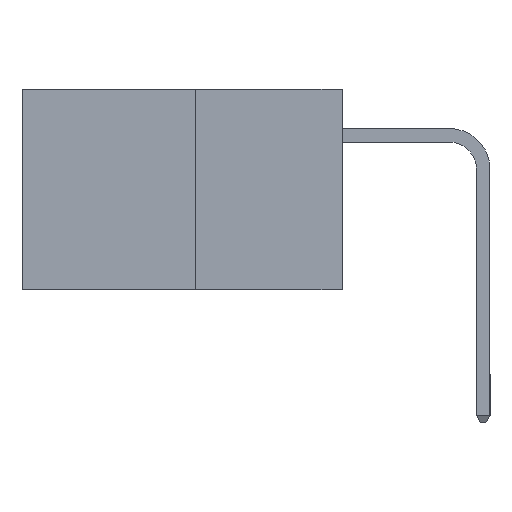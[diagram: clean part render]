
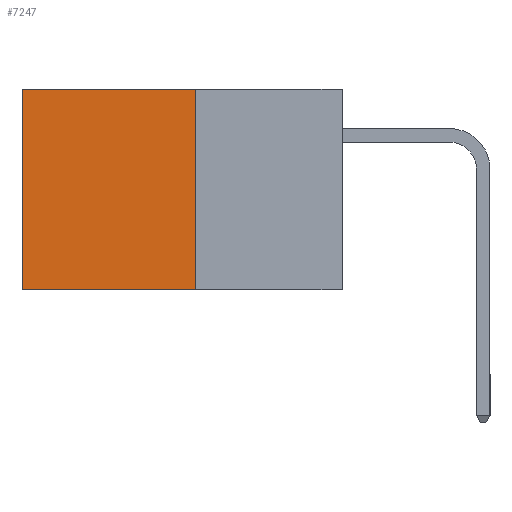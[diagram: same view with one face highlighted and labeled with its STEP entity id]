
A CAD part, left-side view. The second image highlights one B-rep face of the part: STEP entity #7247.
In plain terms, the highlighted planar face has unit normal (-1, 0, 0).
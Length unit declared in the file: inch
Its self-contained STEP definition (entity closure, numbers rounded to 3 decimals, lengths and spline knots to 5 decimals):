
#68 = VERTEX_POINT ( 'NONE', #10527 ) ;
#208 = LINE ( 'NONE', #5993, #4588 ) ;
#414 = ORIENTED_EDGE ( 'NONE', *, *, #932, .T. ) ;
#506 = FACE_OUTER_BOUND ( 'NONE', #8281, .T. ) ;
#932 = EDGE_CURVE ( 'NONE', #8438, #4939, #208, .T. ) ;
#1107 = PLANE ( 'NONE',  #3027 ) ;
#1121 = EDGE_CURVE ( 'NONE', #8151, #4939, #9776, .T. ) ;
#2053 = DIRECTION ( 'NONE',  ( 0., 0., -1. ) ) ;
#2475 = EDGE_CURVE ( 'NONE', #68, #8438, #4829, .T. ) ;
#2797 = DIRECTION ( 'NONE',  ( 0., 0., -1. ) ) ;
#2994 = CARTESIAN_POINT ( 'NONE',  ( 0.277, 0.27, -0.37 ) ) ;
#3027 = AXIS2_PLACEMENT_3D ( 'NONE', #2994, #7422, #2053 ) ;
#3305 = DIRECTION ( 'NONE',  ( 0., 1., 0. ) ) ;
#3796 = LINE ( 'NONE', #8865, #5916 ) ;
#4588 = VECTOR ( 'NONE', #2797, 39.37008 ) ;
#4653 = CARTESIAN_POINT ( 'NONE',  ( 0.277, 0.27, -0.37 ) ) ;
#4689 = DIRECTION ( 'NONE',  ( 0., 1., 0. ) ) ;
#4810 = EDGE_CURVE ( 'NONE', #68, #8151, #3796, .T. ) ;
#4829 = LINE ( 'NONE', #4876, #9144 ) ;
#4876 = CARTESIAN_POINT ( 'NONE',  ( 0.277, 0.27, 0. ) ) ;
#4939 = VERTEX_POINT ( 'NONE', #7382 ) ;
#5916 = VECTOR ( 'NONE', #9020, 39.37008 ) ;
#5993 = CARTESIAN_POINT ( 'NONE',  ( 0.277, 0.59, -0.37 ) ) ;
#6312 = ORIENTED_EDGE ( 'NONE', *, *, #2475, .T. ) ;
#7015 = ORIENTED_EDGE ( 'NONE', *, *, #4810, .F. ) ;
#7247 = ADVANCED_FACE ( 'NONE', ( #506 ), #1107, .F. ) ;
#7382 = CARTESIAN_POINT ( 'NONE',  ( 0.277, 0.59, -0.37 ) ) ;
#7422 = DIRECTION ( 'NONE',  ( 1., 0., 0. ) ) ;
#7579 = VECTOR ( 'NONE', #3305, 39.37008 ) ;
#8151 = VERTEX_POINT ( 'NONE', #10359 ) ;
#8281 = EDGE_LOOP ( 'NONE', ( #414, #9757, #7015, #6312 ) ) ;
#8438 = VERTEX_POINT ( 'NONE', #9203 ) ;
#8865 = CARTESIAN_POINT ( 'NONE',  ( 0.277, 0.27, -0.37 ) ) ;
#9020 = DIRECTION ( 'NONE',  ( 0., 0., -1. ) ) ;
#9144 = VECTOR ( 'NONE', #4689, 39.37008 ) ;
#9203 = CARTESIAN_POINT ( 'NONE',  ( 0.277, 0.59, 0. ) ) ;
#9757 = ORIENTED_EDGE ( 'NONE', *, *, #1121, .F. ) ;
#9776 = LINE ( 'NONE', #4653, #7579 ) ;
#10359 = CARTESIAN_POINT ( 'NONE',  ( 0.277, 0.27, -0.37 ) ) ;
#10527 = CARTESIAN_POINT ( 'NONE',  ( 0.277, 0.27, 0. ) ) ;
